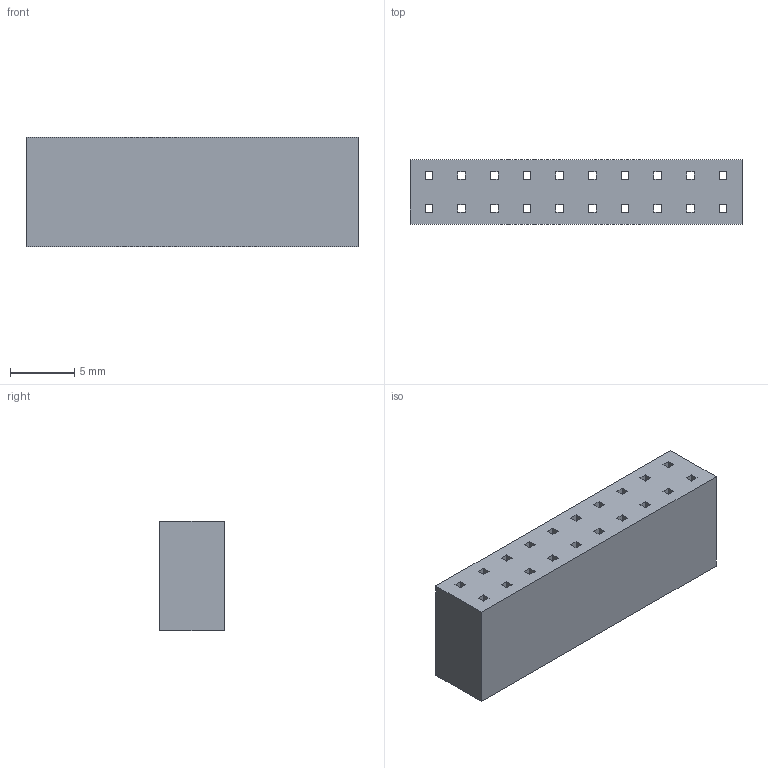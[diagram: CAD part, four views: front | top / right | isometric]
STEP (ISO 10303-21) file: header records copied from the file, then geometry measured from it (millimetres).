
FILE_DESCRIPTION(('FreeCAD Model'),'2;1');
FILE_NAME('PinSocket_2x10_P2.54_Vertical_Bottom_SMD.step','2020-03-25T17:35:25',('Author'),(''), 'Open CASCADE STEP processor 7.3','FreeCAD','Unknown');
FILE_SCHEMA(('AUTOMOTIVE_DESIGN { 1 0 10303 214 1 1 1 1 }'));
Length unit declared in the file: millimetre
Products named in the file (1): Body
Bounding box: 25.8 x 5 x 8.5 mm (x, y, z)
Volume: 1035.3 mm3; surface area: 1175.2 mm2
Topology: 1 solids, 1 shells, 86 faces, 252 edges, 168 vertices
Faces by surface type: plane 86
Entity records: 2898 total; most frequent: CARTESIAN_POINT 507, ORIENTED_EDGE 504, DIRECTION 426, EDGE_CURVE 252, LINE 252, VECTOR 252, VERTEX_POINT 168, FACE_BOUND 126
